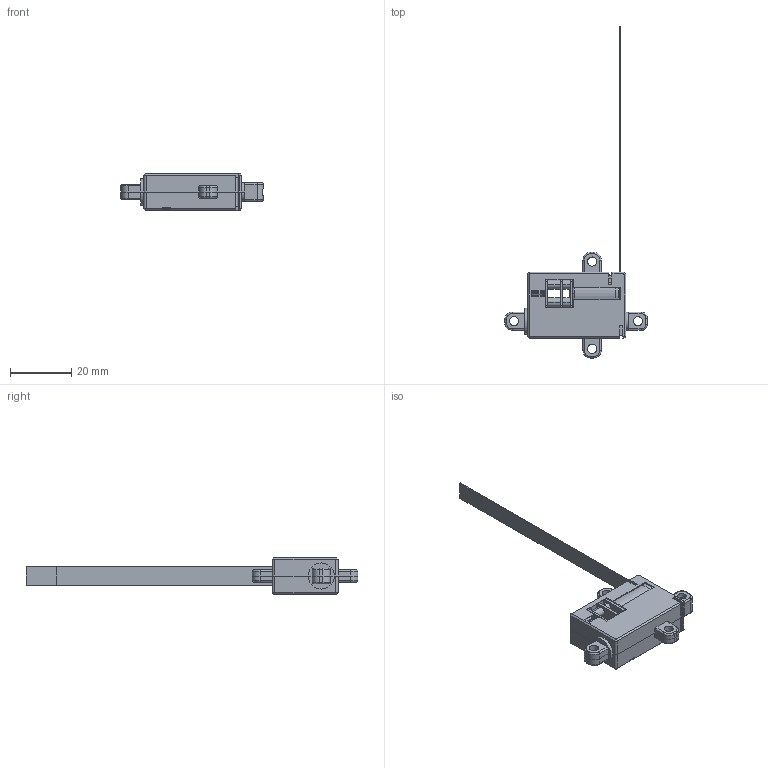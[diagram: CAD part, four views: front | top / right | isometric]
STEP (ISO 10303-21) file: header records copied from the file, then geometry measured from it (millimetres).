
FILE_DESCRIPTION (( 'STEP AP203' ), '1' );
FILE_NAME ('IRMAA0219~0220_without Accessory_12D-12S&7S-15_Rev01_20250605.STEP', '2025-06-11T04:34:27', ( '' ), ( '' ), 'SwSTEP 2.0', 'SolidWorks 2020', '' );
FILE_SCHEMA (( 'CONFIG_CONTROL_DESIGN' ));
Length unit declared in the file: millimetre
Products named in the file (12): IRMAA0219~0220_without Accessory_12D-12S&7S-15_Rev01_20250605; IRMIP0052 CASE-L02, NANO; shaft; cored motor; IREAB0015 IR-LS-12NA_Rev_A1.0.2; IRMIP0047 GEAR, 1ST 20T NANO; IRMIP0053 CASE-R02, NANO; gear body; IROIX0034 SCREW, BH T1.4X8 PLS STL NI; IROIC0012 MOTOR NANO 30X; IRMIP0049 ROD TR3-1 NANO; IROIB0004 ADHESIVE, D-TAPE NANO
Assembly tree (12 placements, depth 3):
  IRMAA0219~0220_without Accessory_12D-12S&7S-15_Rev01_20250605
    IRMIP0052 CASE-L02, NANO
    IRMIP0053 CASE-R02, NANO
    IROIC0012 MOTOR NANO 30X
      shaft
      cored motor
      gear body
    IREAB0015 IR-LS-12NA_Rev_A1.0.2
    IROIX0034 SCREW, BH T1.4X8 PLS STL NI  x2
    IRMIP0049 ROD TR3-1 NANO
    IRMIP0047 GEAR, 1ST 20T NANO
    IROIB0004 ADHESIVE, D-TAPE NANO
Bounding box: 46.5 x 108.45 x 12 mm (x, y, z)
Volume: 5942.6 mm3; surface area: 10718.1 mm2
Topology: 23 solids, 23 shells, 964 faces, 2585 edges, 1696 vertices
Faces by surface type: plane 488, cylinder 433, torus 27, cone 11, bspline 5
Entity records: 34143 total; most frequent: CARTESIAN_POINT 8517, DIRECTION 5229, ORIENTED_EDGE 5058, EDGE_CURVE 2529, AXIS2_PLACEMENT_3D 1816, VERTEX_POINT 1660, VECTOR 1597, LINE 1597
